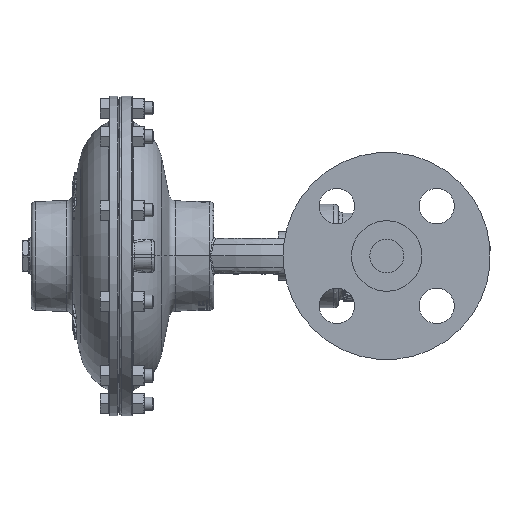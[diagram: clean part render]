
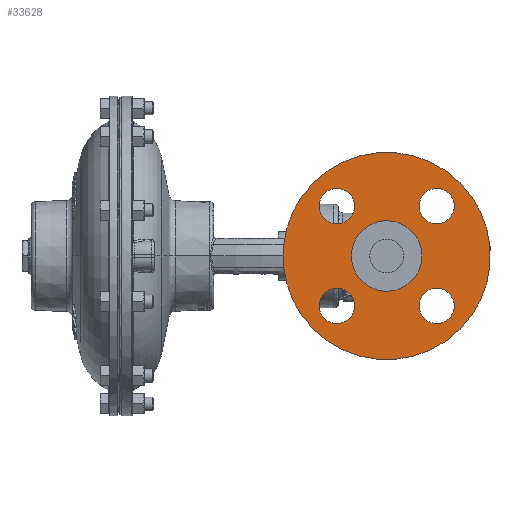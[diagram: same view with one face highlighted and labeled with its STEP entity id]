
A CAD part, left-side view. The second image highlights one B-rep face of the part: STEP entity #33628.
In plain terms, the highlighted planar face has unit normal (-1, 0, 0).
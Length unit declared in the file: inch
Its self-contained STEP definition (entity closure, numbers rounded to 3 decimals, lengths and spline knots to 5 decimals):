
#316 = CARTESIAN_POINT ( 'NONE',  ( -5.137, -2.3667, 1.41421 ) ) ;
#1109 = EDGE_CURVE ( 'NONE', #4335, #4870, #43690, .T. ) ;
#4335 = VERTEX_POINT ( 'NONE', #23670 ) ;
#4696 = DIRECTION ( 'NONE',  ( 0., 0.707, 0.707 ) ) ;
#4870 = VERTEX_POINT ( 'NONE', #41985 ) ;
#5012 = DIRECTION ( 'NONE',  ( 1., 0., 0. ) ) ;
#5074 = CARTESIAN_POINT ( 'NONE',  ( -5.137, -2.01314, 1.76777 ) ) ;
#5125 = CIRCLE ( 'NONE', #71635, 0.5 ) ;
#9615 = ORIENTED_EDGE ( 'NONE', *, *, #62877, .F. ) ;
#10287 = DIRECTION ( 'NONE',  ( 1., 0., 0. ) ) ;
#11188 = DIRECTION ( 'NONE',  ( 1., 0., 0. ) ) ;
#11634 = DIRECTION ( 'NONE',  ( 0., -0.707, -0.707 ) ) ;
#11641 = CIRCLE ( 'NONE', #28900, 1. ) ;
#12018 = CIRCLE ( 'NONE', #41640, 0.5 ) ;
#12838 = DIRECTION ( 'NONE',  ( -1., 0., 0. ) ) ;
#14143 = EDGE_CURVE ( 'NONE', #69005, #71104, #67435, .T. ) ;
#14388 = DIRECTION ( 'NONE',  ( -1., 0., 0. ) ) ;
#14533 = CARTESIAN_POINT ( 'NONE',  ( -5.137, 0.10818, 1.06066 ) ) ;
#14915 = CARTESIAN_POINT ( 'NONE',  ( -5.137, -1.65959, -0.70711 ) ) ;
#15203 = EDGE_CURVE ( 'NONE', #74614, #75783, #26002, .T. ) ;
#17365 = AXIS2_PLACEMENT_3D ( 'NONE', #32476, #68727, #83070 ) ;
#19516 = DIRECTION ( 'NONE',  ( -1., 0., 0. ) ) ;
#19992 = CARTESIAN_POINT ( 'NONE',  ( -5.137, -0.95248, 0. ) ) ;
#21521 = ORIENTED_EDGE ( 'NONE', *, *, #58244, .F. ) ;
#21556 = AXIS2_PLACEMENT_3D ( 'NONE', #47164, #10287, #81853 ) ;
#21831 = ORIENTED_EDGE ( 'NONE', *, *, #15203, .F. ) ;
#22785 = DIRECTION ( 'NONE',  ( 0., 0.707, 0.707 ) ) ;
#22896 = EDGE_LOOP ( 'NONE', ( #82476, #35517 ) ) ;
#23400 = DIRECTION ( 'NONE',  ( 0., -0.707, -0.707 ) ) ;
#23670 = CARTESIAN_POINT ( 'NONE',  ( -5.137, 0.10818, -1.76777 ) ) ;
#25704 = FACE_OUTER_BOUND ( 'NONE', #22896, .T. ) ;
#26002 = CIRCLE ( 'NONE', #91401, 0.5 ) ;
#26189 = DIRECTION ( 'NONE',  ( 0., 0.707, 0.707 ) ) ;
#26288 = DIRECTION ( 'NONE',  ( 0., -0.707, -0.707 ) ) ;
#27813 = EDGE_CURVE ( 'NONE', #35106, #60694, #59015, .T. ) ;
#28431 = DIRECTION ( 'NONE',  ( -1., 0., 0. ) ) ;
#28765 = ORIENTED_EDGE ( 'NONE', *, *, #68799, .T. ) ;
#28900 = AXIS2_PLACEMENT_3D ( 'NONE', #19992, #5012, #4696 ) ;
#29044 = CIRCLE ( 'NONE', #58763, 2.9375 ) ;
#29944 = CIRCLE ( 'NONE', #58351, 0.5 ) ;
#30851 = DIRECTION ( 'NONE',  ( 1., 0., 0. ) ) ;
#31482 = DIRECTION ( 'NONE',  ( -1., 0., 0. ) ) ;
#32476 = CARTESIAN_POINT ( 'NONE',  ( -5.137, 0.46173, -1.41421 ) ) ;
#32742 = ORIENTED_EDGE ( 'NONE', *, *, #27813, .F. ) ;
#33628 = ADVANCED_FACE ( 'NONE', ( #82694, #46937, #69279, #86000, #25704, #63696 ), #80866, .F. ) ;
#34520 = ORIENTED_EDGE ( 'NONE', *, *, #1109, .F. ) ;
#35106 = VERTEX_POINT ( 'NONE', #5074 ) ;
#35432 = CARTESIAN_POINT ( 'NONE',  ( -5.137, -3.02961, -2.07713 ) ) ;
#35517 = ORIENTED_EDGE ( 'NONE', *, *, #58904, .F. ) ;
#36587 = AXIS2_PLACEMENT_3D ( 'NONE', #62863, #12838, #11634 ) ;
#36611 = CARTESIAN_POINT ( 'NONE',  ( -5.137, -2.01314, -1.06066 ) ) ;
#37382 = EDGE_CURVE ( 'NONE', #4870, #4335, #48777, .T. ) ;
#37480 = CARTESIAN_POINT ( 'NONE',  ( -5.137, -2.3667, -1.41421 ) ) ;
#38230 = CIRCLE ( 'NONE', #21556, 1. ) ;
#38437 = AXIS2_PLACEMENT_3D ( 'NONE', #77022, #19516, #42266 ) ;
#40483 = AXIS2_PLACEMENT_3D ( 'NONE', #65556, #30851, #22785 ) ;
#41410 = EDGE_LOOP ( 'NONE', ( #21831, #21521 ) ) ;
#41640 = AXIS2_PLACEMENT_3D ( 'NONE', #37480, #87790, #87473 ) ;
#41985 = CARTESIAN_POINT ( 'NONE',  ( -5.137, 0.81528, -1.06066 ) ) ;
#42266 = DIRECTION ( 'NONE',  ( 0., -0.707, -0.707 ) ) ;
#42318 = DIRECTION ( 'NONE',  ( 1., 0., 0. ) ) ;
#42489 = AXIS2_PLACEMENT_3D ( 'NONE', #61490, #11188, #26189 ) ;
#42539 = ORIENTED_EDGE ( 'NONE', *, *, #37382, .F. ) ;
#43690 = CIRCLE ( 'NONE', #38437, 0.5 ) ;
#45286 = CARTESIAN_POINT ( 'NONE',  ( -5.137, -2.72025, -1.76777 ) ) ;
#46937 = FACE_BOUND ( 'NONE', #88826, .T. ) ;
#47164 = CARTESIAN_POINT ( 'NONE',  ( -5.137, -0.95248, 0. ) ) ;
#47367 = AXIS2_PLACEMENT_3D ( 'NONE', #76319, #68804, #26288 ) ;
#48777 = CIRCLE ( 'NONE', #17365, 0.5 ) ;
#50859 = VERTEX_POINT ( 'NONE', #14915 ) ;
#51005 = DIRECTION ( 'NONE',  ( 0., -0.707, -0.707 ) ) ;
#52326 = EDGE_LOOP ( 'NONE', ( #59266, #28765 ) ) ;
#52361 = ORIENTED_EDGE ( 'NONE', *, *, #64559, .F. ) ;
#54973 = VERTEX_POINT ( 'NONE', #57434 ) ;
#56143 = CARTESIAN_POINT ( 'NONE',  ( -5.137, -0.95248, 0. ) ) ;
#57256 = CARTESIAN_POINT ( 'NONE',  ( -5.137, -2.3667, -1.41421 ) ) ;
#57434 = CARTESIAN_POINT ( 'NONE',  ( -5.137, -0.24538, 0.70711 ) ) ;
#58244 = EDGE_CURVE ( 'NONE', #75783, #74614, #81687, .T. ) ;
#58351 = AXIS2_PLACEMENT_3D ( 'NONE', #57256, #14388, #51005 ) ;
#58763 = AXIS2_PLACEMENT_3D ( 'NONE', #56143, #42318, #63274 ) ;
#58904 = EDGE_CURVE ( 'NONE', #71104, #69005, #29044, .T. ) ;
#59015 = CIRCLE ( 'NONE', #47367, 0.5 ) ;
#59266 = ORIENTED_EDGE ( 'NONE', *, *, #81609, .T. ) ;
#59304 = CARTESIAN_POINT ( 'NONE',  ( -5.137, 0.46173, 1.41421 ) ) ;
#60694 = VERTEX_POINT ( 'NONE', #70857 ) ;
#61490 = CARTESIAN_POINT ( 'NONE',  ( -5.137, -0.95248, 0. ) ) ;
#62863 = CARTESIAN_POINT ( 'NONE',  ( -5.137, 0.46173, 1.41421 ) ) ;
#62877 = EDGE_CURVE ( 'NONE', #70403, #82379, #29944, .T. ) ;
#62995 = EDGE_CURVE ( 'NONE', #82379, #70403, #12018, .T. ) ;
#63274 = DIRECTION ( 'NONE',  ( 0., 0.707, 0.707 ) ) ;
#63696 = FACE_BOUND ( 'NONE', #52326, .T. ) ;
#64559 = EDGE_CURVE ( 'NONE', #60694, #35106, #5125, .T. ) ;
#65545 = CARTESIAN_POINT ( 'NONE',  ( -5.137, 0.81528, 1.76777 ) ) ;
#65556 = CARTESIAN_POINT ( 'NONE',  ( -5.137, -1.65959, 0.70711 ) ) ;
#67435 = CIRCLE ( 'NONE', #42489, 2.9375 ) ;
#68727 = DIRECTION ( 'NONE',  ( -1., 0., 0. ) ) ;
#68799 = EDGE_CURVE ( 'NONE', #50859, #54973, #38230, .T. ) ;
#68804 = DIRECTION ( 'NONE',  ( -1., 0., 0. ) ) ;
#69005 = VERTEX_POINT ( 'NONE', #72111 ) ;
#69279 = FACE_BOUND ( 'NONE', #41410, .T. ) ;
#70403 = VERTEX_POINT ( 'NONE', #45286 ) ;
#70857 = CARTESIAN_POINT ( 'NONE',  ( -5.137, -2.72025, 1.06066 ) ) ;
#71104 = VERTEX_POINT ( 'NONE', #35432 ) ;
#71635 = AXIS2_PLACEMENT_3D ( 'NONE', #316, #28431, #92138 ) ;
#72111 = CARTESIAN_POINT ( 'NONE',  ( -5.137, 1.12464, 2.07713 ) ) ;
#74614 = VERTEX_POINT ( 'NONE', #14533 ) ;
#75783 = VERTEX_POINT ( 'NONE', #65545 ) ;
#76319 = CARTESIAN_POINT ( 'NONE',  ( -5.137, -2.3667, 1.41421 ) ) ;
#77022 = CARTESIAN_POINT ( 'NONE',  ( -5.137, 0.46173, -1.41421 ) ) ;
#80855 = EDGE_LOOP ( 'NONE', ( #9615, #88630 ) ) ;
#80866 = PLANE ( 'NONE',  #40483 ) ;
#81609 = EDGE_CURVE ( 'NONE', #54973, #50859, #11641, .T. ) ;
#81687 = CIRCLE ( 'NONE', #36587, 0.5 ) ;
#81853 = DIRECTION ( 'NONE',  ( 0., 0.707, 0.707 ) ) ;
#82379 = VERTEX_POINT ( 'NONE', #36611 ) ;
#82476 = ORIENTED_EDGE ( 'NONE', *, *, #14143, .F. ) ;
#82694 = FACE_BOUND ( 'NONE', #80855, .T. ) ;
#83070 = DIRECTION ( 'NONE',  ( 0., -0.707, -0.707 ) ) ;
#86000 = FACE_BOUND ( 'NONE', #88331, .T. ) ;
#87473 = DIRECTION ( 'NONE',  ( 0., -0.707, -0.707 ) ) ;
#87790 = DIRECTION ( 'NONE',  ( -1., 0., 0. ) ) ;
#88331 = EDGE_LOOP ( 'NONE', ( #34520, #42539 ) ) ;
#88630 = ORIENTED_EDGE ( 'NONE', *, *, #62995, .F. ) ;
#88826 = EDGE_LOOP ( 'NONE', ( #52361, #32742 ) ) ;
#91401 = AXIS2_PLACEMENT_3D ( 'NONE', #59304, #31482, #23400 ) ;
#92138 = DIRECTION ( 'NONE',  ( 0., -0.707, -0.707 ) ) ;
